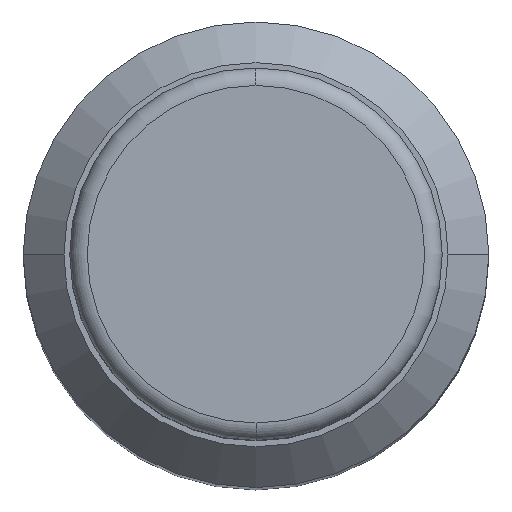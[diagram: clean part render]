
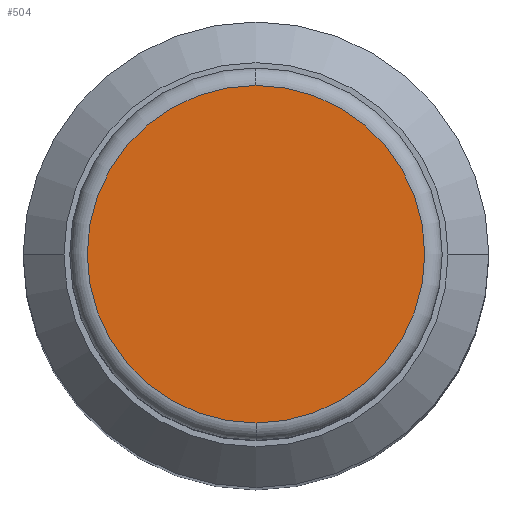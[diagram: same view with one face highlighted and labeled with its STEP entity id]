
A CAD part, top view. The second image highlights one B-rep face of the part: STEP entity #504.
In plain terms, the highlighted planar face has unit normal (0, 0, 1).
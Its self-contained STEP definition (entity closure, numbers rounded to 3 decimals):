
#144=CARTESIAN_POINT('',(0.,0.,0.5));
#145=DIRECTION('',(0.,0.,-1.));
#146=DIRECTION('',(0.,1.,0.));
#147=AXIS2_PLACEMENT_3D('',#144,#145,#146);
#159=CARTESIAN_POINT('',(0.,0.,0.5));
#160=DIRECTION('',(0.,0.,-1.));
#161=DIRECTION('',(0.,-1.,0.));
#162=AXIS2_PLACEMENT_3D('',#159,#160,#161);
#183=CARTESIAN_POINT('',(0.,-2.9,0.5));
#184=CARTESIAN_POINT('',(0.,2.9,0.5));
#185=VERTEX_POINT('',#183);
#186=VERTEX_POINT('',#184);
#495=CARTESIAN_POINT('',(0.,0.,0.5));
#496=DIRECTION('',(0.,0.,1.));
#497=DIRECTION('',(0.,-1.,0.));
#498=AXIS2_PLACEMENT_3D('',#495,#496,#497);
#499=PLANE('',#498);
#500=ORIENTED_EDGE('',*,*,#482,.T.);
#501=ORIENTED_EDGE('',*,*,#461,.T.);
#502=EDGE_LOOP('',(#500,#501));
#503=FACE_OUTER_BOUND('',#502,.F.);
#504=ADVANCED_FACE('',(#503),#499,.T.);
#148=CIRCLE('',#147,2.9);
#163=CIRCLE('',#162,2.9);
#461=EDGE_CURVE('',#186,#185,#148,.T.);
#482=EDGE_CURVE('',#185,#186,#163,.T.);
